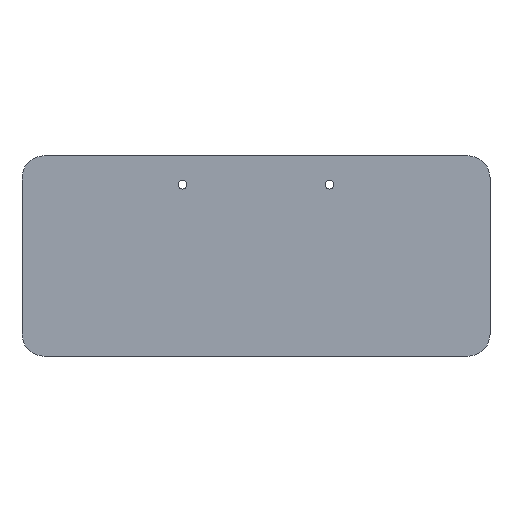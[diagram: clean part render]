
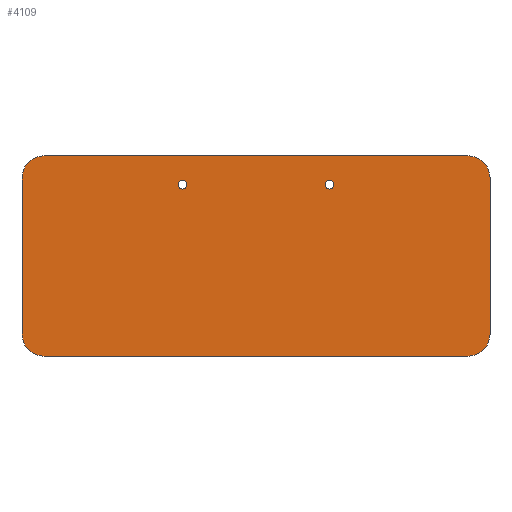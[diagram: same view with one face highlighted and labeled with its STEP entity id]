
A CAD part, top view. The second image highlights one B-rep face of the part: STEP entity #4109.
In plain terms, the highlighted planar face has unit normal (0, 0, 1).
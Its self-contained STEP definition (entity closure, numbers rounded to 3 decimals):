
#120 = VECTOR ( 'NONE', #1338, 1000. ) ;
#146 = DIRECTION ( 'NONE',  ( 0., 0., -1. ) ) ;
#168 = DIRECTION ( 'NONE',  ( 0., 0., 1. ) ) ;
#184 = CARTESIAN_POINT ( 'NONE',  ( 40.348, -15., 0. ) ) ;
#209 = ORIENTED_EDGE ( 'NONE', *, *, #487, .T. ) ;
#272 = LINE ( 'NONE', #3790, #2758 ) ;
#274 = AXIS2_PLACEMENT_3D ( 'NONE', #4450, #2990, #1630 ) ;
#487 = EDGE_CURVE ( 'NONE', #2912, #3981, #1244, .T. ) ;
#536 = CARTESIAN_POINT ( 'NONE',  ( 110., -92.5, 0. ) ) ;
#587 = CARTESIAN_POINT ( 'NONE',  ( 110., -11.5, 0. ) ) ;
#670 = AXIS2_PLACEMENT_3D ( 'NONE', #587, #1682, #947 ) ;
#770 = LINE ( 'NONE', #3697, #2072 ) ;
#811 = CARTESIAN_POINT ( 'NONE',  ( -121.5, -92.5, 0. ) ) ;
#832 = FACE_OUTER_BOUND ( 'NONE', #3906, .T. ) ;
#865 = ORIENTED_EDGE ( 'NONE', *, *, #4585, .T. ) ;
#947 = DIRECTION ( 'NONE',  ( -1., 0., 0. ) ) ;
#974 = VERTEX_POINT ( 'NONE', #811 ) ;
#998 = FACE_BOUND ( 'NONE', #2958, .T. ) ;
#1013 = EDGE_CURVE ( 'NONE', #2116, #4511, #770, .T. ) ;
#1055 = CARTESIAN_POINT ( 'NONE',  ( -121.5, -11.5, 0. ) ) ;
#1065 = CIRCLE ( 'NONE', #2982, 11.5 ) ;
#1069 = AXIS2_PLACEMENT_3D ( 'NONE', #4149, #168, #1254 ) ;
#1112 = EDGE_CURVE ( 'NONE', #974, #2796, #2334, .T. ) ;
#1142 = VECTOR ( 'NONE', #2228, 1000. ) ;
#1164 = AXIS2_PLACEMENT_3D ( 'NONE', #3328, #1537, #4026 ) ;
#1171 = CARTESIAN_POINT ( 'NONE',  ( -35.852, -15., 0. ) ) ;
#1226 = DIRECTION ( 'NONE',  ( -1., 0., 0. ) ) ;
#1244 = CIRCLE ( 'NONE', #274, 2.248 ) ;
#1254 = DIRECTION ( 'NONE',  ( 1., 0., 0. ) ) ;
#1338 = DIRECTION ( 'NONE',  ( 0., -1., 0. ) ) ;
#1448 = EDGE_CURVE ( 'NONE', #4032, #3977, #3824, .T. ) ;
#1515 = DIRECTION ( 'NONE',  ( -1., 0., 0. ) ) ;
#1537 = DIRECTION ( 'NONE',  ( 0., 0., 1. ) ) ;
#1564 = AXIS2_PLACEMENT_3D ( 'NONE', #536, #3019, #1953 ) ;
#1624 = CIRCLE ( 'NONE', #2596, 2.248 ) ;
#1630 = DIRECTION ( 'NONE',  ( -1., 0., 0. ) ) ;
#1682 = DIRECTION ( 'NONE',  ( 0., 0., -1. ) ) ;
#1737 = AXIS2_PLACEMENT_3D ( 'NONE', #4418, #146, #1226 ) ;
#1805 = CARTESIAN_POINT ( 'NONE',  ( 110., 0., 0. ) ) ;
#1872 = DIRECTION ( 'NONE',  ( 0., 0., -1. ) ) ;
#1953 = DIRECTION ( 'NONE',  ( 1., 0., 0. ) ) ;
#2058 = ORIENTED_EDGE ( 'NONE', *, *, #3456, .T. ) ;
#2072 = VECTOR ( 'NONE', #1515, 1000. ) ;
#2116 = VERTEX_POINT ( 'NONE', #1805 ) ;
#2182 = EDGE_CURVE ( 'NONE', #3981, #2912, #4033, .T. ) ;
#2228 = DIRECTION ( 'NONE',  ( 0., 1., 0. ) ) ;
#2329 = CARTESIAN_POINT ( 'NONE',  ( -110., 0., 0. ) ) ;
#2334 = CIRCLE ( 'NONE', #1069, 11.5 ) ;
#2417 = CARTESIAN_POINT ( 'NONE',  ( 121.5, -92.5, 0. ) ) ;
#2527 = ORIENTED_EDGE ( 'NONE', *, *, #1013, .T. ) ;
#2538 = FACE_BOUND ( 'NONE', #3837, .T. ) ;
#2545 = CARTESIAN_POINT ( 'NONE',  ( 121.5, -92.5, 0. ) ) ;
#2596 = AXIS2_PLACEMENT_3D ( 'NONE', #3525, #3582, #3204 ) ;
#2665 = LINE ( 'NONE', #2821, #120 ) ;
#2709 = EDGE_CURVE ( 'NONE', #3977, #2116, #4336, .T. ) ;
#2750 = CARTESIAN_POINT ( 'NONE',  ( -110., -11.5, 0. ) ) ;
#2758 = VECTOR ( 'NONE', #4157, 1000. ) ;
#2777 = DIRECTION ( 'NONE',  ( 1., 0., 0. ) ) ;
#2796 = VERTEX_POINT ( 'NONE', #4271 ) ;
#2821 = CARTESIAN_POINT ( 'NONE',  ( -121.5, -11.5, 0. ) ) ;
#2840 = VERTEX_POINT ( 'NONE', #3219 ) ;
#2912 = VERTEX_POINT ( 'NONE', #1171 ) ;
#2916 = ORIENTED_EDGE ( 'NONE', *, *, #3387, .T. ) ;
#2934 = CIRCLE ( 'NONE', #1564, 11.5 ) ;
#2958 = EDGE_LOOP ( 'NONE', ( #4485, #2916 ) ) ;
#2982 = AXIS2_PLACEMENT_3D ( 'NONE', #2750, #3134, #2777 ) ;
#2990 = DIRECTION ( 'NONE',  ( 0., 0., -1. ) ) ;
#3000 = EDGE_CURVE ( 'NONE', #4511, #4089, #1065, .T. ) ;
#3004 = AXIS2_PLACEMENT_3D ( 'NONE', #4006, #1872, #3560 ) ;
#3019 = DIRECTION ( 'NONE',  ( 0., 0., 1. ) ) ;
#3134 = DIRECTION ( 'NONE',  ( 0., 0., 1. ) ) ;
#3153 = EDGE_CURVE ( 'NONE', #3920, #3370, #1624, .T. ) ;
#3204 = DIRECTION ( 'NONE',  ( -1., 0., 0. ) ) ;
#3219 = CARTESIAN_POINT ( 'NONE',  ( 110., -104., 0. ) ) ;
#3328 = CARTESIAN_POINT ( 'NONE',  ( 110., -11.5, 0. ) ) ;
#3370 = VERTEX_POINT ( 'NONE', #184 ) ;
#3371 = CARTESIAN_POINT ( 'NONE',  ( -40.348, -15., 0. ) ) ;
#3387 = EDGE_CURVE ( 'NONE', #3370, #3920, #4390, .T. ) ;
#3456 = EDGE_CURVE ( 'NONE', #2840, #4032, #2934, .T. ) ;
#3470 = ORIENTED_EDGE ( 'NONE', *, *, #3000, .T. ) ;
#3482 = CARTESIAN_POINT ( 'NONE',  ( 121.5, -11.5, 0. ) ) ;
#3525 = CARTESIAN_POINT ( 'NONE',  ( 38.1, -15., 0. ) ) ;
#3560 = DIRECTION ( 'NONE',  ( -1., 0., 0. ) ) ;
#3582 = DIRECTION ( 'NONE',  ( 0., 0., -1. ) ) ;
#3627 = ORIENTED_EDGE ( 'NONE', *, *, #1448, .T. ) ;
#3634 = ORIENTED_EDGE ( 'NONE', *, *, #3655, .T. ) ;
#3655 = EDGE_CURVE ( 'NONE', #4089, #974, #2665, .T. ) ;
#3697 = CARTESIAN_POINT ( 'NONE',  ( -110., 0., 0. ) ) ;
#3699 = ORIENTED_EDGE ( 'NONE', *, *, #2709, .T. ) ;
#3790 = CARTESIAN_POINT ( 'NONE',  ( -110., -104., 0. ) ) ;
#3814 = PLANE ( 'NONE',  #670 ) ;
#3824 = LINE ( 'NONE', #2545, #1142 ) ;
#3837 = EDGE_LOOP ( 'NONE', ( #3882, #209 ) ) ;
#3876 = ORIENTED_EDGE ( 'NONE', *, *, #1112, .T. ) ;
#3882 = ORIENTED_EDGE ( 'NONE', *, *, #2182, .T. ) ;
#3906 = EDGE_LOOP ( 'NONE', ( #865, #2058, #3627, #3699, #2527, #3470, #3634, #3876 ) ) ;
#3920 = VERTEX_POINT ( 'NONE', #4476 ) ;
#3977 = VERTEX_POINT ( 'NONE', #3482 ) ;
#3981 = VERTEX_POINT ( 'NONE', #3371 ) ;
#4006 = CARTESIAN_POINT ( 'NONE',  ( -38.1, -15., 0. ) ) ;
#4026 = DIRECTION ( 'NONE',  ( -1., 0., 0. ) ) ;
#4032 = VERTEX_POINT ( 'NONE', #2417 ) ;
#4033 = CIRCLE ( 'NONE', #3004, 2.248 ) ;
#4089 = VERTEX_POINT ( 'NONE', #1055 ) ;
#4109 = ADVANCED_FACE ( 'NONE', ( #998, #2538, #832 ), #3814, .F. ) ;
#4149 = CARTESIAN_POINT ( 'NONE',  ( -110., -92.5, 0. ) ) ;
#4157 = DIRECTION ( 'NONE',  ( 1., 0., 0. ) ) ;
#4271 = CARTESIAN_POINT ( 'NONE',  ( -110., -104., 0. ) ) ;
#4336 = CIRCLE ( 'NONE', #1164, 11.5 ) ;
#4390 = CIRCLE ( 'NONE', #1737, 2.248 ) ;
#4418 = CARTESIAN_POINT ( 'NONE',  ( 38.1, -15., 0. ) ) ;
#4450 = CARTESIAN_POINT ( 'NONE',  ( -38.1, -15., 0. ) ) ;
#4476 = CARTESIAN_POINT ( 'NONE',  ( 35.852, -15., 0. ) ) ;
#4485 = ORIENTED_EDGE ( 'NONE', *, *, #3153, .T. ) ;
#4511 = VERTEX_POINT ( 'NONE', #2329 ) ;
#4585 = EDGE_CURVE ( 'NONE', #2796, #2840, #272, .T. ) ;
